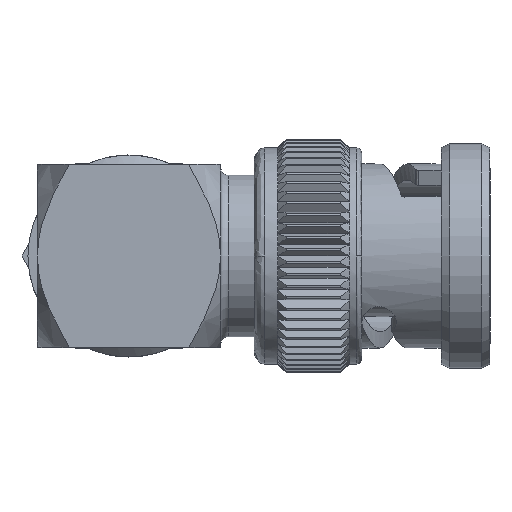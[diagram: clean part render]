
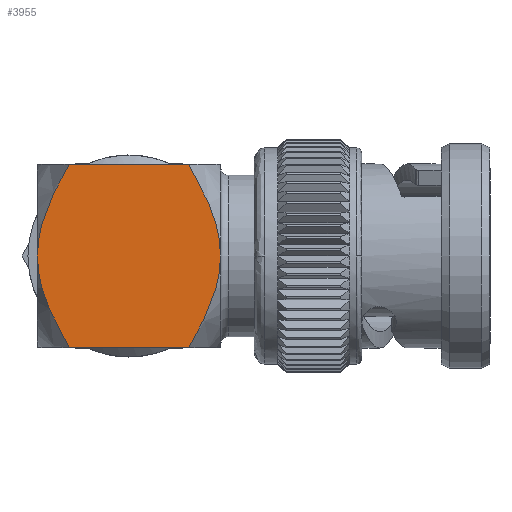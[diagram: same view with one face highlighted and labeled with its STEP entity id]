
A CAD part, left-side view. The second image highlights one B-rep face of the part: STEP entity #3955.
In plain terms, the highlighted face is planar.
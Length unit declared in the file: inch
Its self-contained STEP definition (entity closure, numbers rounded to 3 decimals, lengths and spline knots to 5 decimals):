
#40 = CARTESIAN_POINT ( 'NONE',  ( 1.01187, 0.09789, -0.223 ) ) ;
#52 = B_SPLINE_CURVE_WITH_KNOTS ( 'NONE', 3,
 ( #18368, #14110, #11271, #3657, #16385, #8354, #15161, #1092, #2051, #2237, #13752, #13655 ),
 .UNSPECIFIED., .F., .F.,
 ( 4, 2, 2, 2, 2, 4 ),
 ( 0.00662, 0.00814, 0.00965, 0.01116, 0.01192, 0.01268 ),
 .UNSPECIFIED. ) ;
#133 = CARTESIAN_POINT ( 'NONE',  ( 1.02623, 0.13487, -0.223 ) ) ;
#359 = VERTEX_POINT ( 'NONE', #16645 ) ;
#726 = CARTESIAN_POINT ( 'NONE',  ( 1.36359, 0.223, -0.223 ) ) ;
#1029 = CARTESIAN_POINT ( 'NONE',  ( 1.43035, 0.07896, -0.223 ) ) ;
#1092 = CARTESIAN_POINT ( 'NONE',  ( 1.43668, -0.04966, -0.223 ) ) ;
#1204 = ORIENTED_EDGE ( 'NONE', *, *, #2816, .T. ) ;
#1360 = DIRECTION ( 'NONE',  ( 0., -1., 0. ) ) ;
#1452 = LINE ( 'NONE', #15782, #13713 ) ;
#1640 = CARTESIAN_POINT ( 'NONE',  ( 1.00584, 0.07896, -0.223 ) ) ;
#1928 = VECTOR ( 'NONE', #4581, 39.37008 ) ;
#1989 = ORIENTED_EDGE ( 'NONE', *, *, #11085, .F. ) ;
#2051 = CARTESIAN_POINT ( 'NONE',  ( 1.43834, -0.03968, -0.223 ) ) ;
#2237 = CARTESIAN_POINT ( 'NONE',  ( 1.44054, -0.01983, -0.223 ) ) ;
#2252 = CARTESIAN_POINT ( 'NONE',  ( 1.37373, 0.20591, -0.223 ) ) ;
#2359 = ORIENTED_EDGE ( 'NONE', *, *, #11503, .F. ) ;
#2526 = B_SPLINE_CURVE_WITH_KNOTS ( 'NONE', 3,
 ( #11440, #13236, #17753, #10485, #3131, #10577, #6329, #3492, #3321, #16052, #13505, #14821 ),
 .UNSPECIFIED., .F., .F.,
 ( 4, 2, 2, 2, 2, 4 ),
 ( 0.02062, 0.02137, 0.02213, 0.02364, 0.02515, 0.02665 ),
 .UNSPECIFIED. ) ;
#2584 = FACE_OUTER_BOUND ( 'NONE', #7412, .T. ) ;
#2816 = EDGE_CURVE ( 'NONE', #5040, #15296, #6080, .T. ) ;
#3131 = CARTESIAN_POINT ( 'NONE',  ( 0.99952, -0.04966, -0.223 ) ) ;
#3321 = CARTESIAN_POINT ( 'NONE',  ( 1.03455, -0.15291, -0.223 ) ) ;
#3346 = EDGE_CURVE ( 'NONE', #359, #3582, #1452, .T. ) ;
#3492 = CARTESIAN_POINT ( 'NONE',  ( 1.02621, -0.13484, -0.223 ) ) ;
#3582 = VERTEX_POINT ( 'NONE', #15009 ) ;
#3657 = CARTESIAN_POINT ( 'NONE',  ( 1.40164, -0.15291, -0.223 ) ) ;
#3671 = CARTESIAN_POINT ( 'NONE',  ( 1.42433, 0.09789, -0.223 ) ) ;
#3955 = ADVANCED_FACE ( 'NONE', ( #2584 ), #18441, .F. ) ;
#4296 = CARTESIAN_POINT ( 'NONE',  ( 0.99949, 0.04954, -0.223 ) ) ;
#4581 = DIRECTION ( 'NONE',  ( 1., 0., 0. ) ) ;
#4919 = EDGE_CURVE ( 'NONE', #8271, #15296, #11746, .T. ) ;
#5040 = VERTEX_POINT ( 'NONE', #14233 ) ;
#5370 = CARTESIAN_POINT ( 'NONE',  ( 1.3835, 0.18847, -0.223 ) ) ;
#5511 = DIRECTION ( 'NONE',  ( 0., 0., 1. ) ) ;
#5804 = CARTESIAN_POINT ( 'NONE',  ( 0.99565, 0.01981, -0.223 ) ) ;
#6080 = LINE ( 'NONE', #10241, #1928 ) ;
#6329 = CARTESIAN_POINT ( 'NONE',  ( 1.01186, -0.09786, -0.223 ) ) ;
#6452 = CARTESIAN_POINT ( 'NONE',  ( 0.9951, 0., -0.223 ) ) ;
#6885 = CARTESIAN_POINT ( 'NONE',  ( 1.44054, 0.01981, -0.223 ) ) ;
#7002 = ORIENTED_EDGE ( 'NONE', *, *, #4919, .F. ) ;
#7307 = CARTESIAN_POINT ( 'NONE',  ( 1.05269, 0.18847, -0.223 ) ) ;
#7412 = EDGE_LOOP ( 'NONE', ( #1989, #13101, #2359, #16378, #1204, #7002 ) ) ;
#7801 = VERTEX_POINT ( 'NONE', #6452 ) ;
#8134 = CARTESIAN_POINT ( 'NONE',  ( 1.4411, 0., -0.223 ) ) ;
#8271 = VERTEX_POINT ( 'NONE', #8134 ) ;
#8354 = CARTESIAN_POINT ( 'NONE',  ( 1.42433, -0.09786, -0.223 ) ) ;
#9422 = CARTESIAN_POINT ( 'NONE',  ( 1.40997, 0.13487, -0.223 ) ) ;
#9664 = CARTESIAN_POINT ( 'NONE',  ( 0.9951, 0.223, -0.223 ) ) ;
#10047 = CARTESIAN_POINT ( 'NONE',  ( 0.99785, 0.0396, -0.223 ) ) ;
#10241 = CARTESIAN_POINT ( 'NONE',  ( 0.9951, 0.223, -0.223 ) ) ;
#10485 = CARTESIAN_POINT ( 'NONE',  ( 0.99786, -0.03968, -0.223 ) ) ;
#10577 = CARTESIAN_POINT ( 'NONE',  ( 1.00585, -0.07896, -0.223 ) ) ;
#11085 = EDGE_CURVE ( 'NONE', #3582, #8271, #52, .T. ) ;
#11125 = CARTESIAN_POINT ( 'NONE',  ( 1.36359, 0.223, -0.223 ) ) ;
#11271 = CARTESIAN_POINT ( 'NONE',  ( 1.38348, -0.18852, -0.223 ) ) ;
#11440 = CARTESIAN_POINT ( 'NONE',  ( 0.9951, 0., -0.223 ) ) ;
#11459 = CARTESIAN_POINT ( 'NONE',  ( 1.06246, 0.20591, -0.223 ) ) ;
#11503 = EDGE_CURVE ( 'NONE', #7801, #359, #2526, .T. ) ;
#11548 = CARTESIAN_POINT ( 'NONE',  ( 0.9951, 0.00991, -0.223 ) ) ;
#11642 = CARTESIAN_POINT ( 'NONE',  ( 1.03456, 0.15293, -0.223 ) ) ;
#11746 = B_SPLINE_CURVE_WITH_KNOTS ( 'NONE', 3,
 ( #12440, #13948, #6885, #12636, #18207, #1029, #3671, #9422, #12533, #5370, #2252, #11125 ),
 .UNSPECIFIED., .F., .F.,
 ( 4, 2, 2, 2, 2, 4 ),
 ( 0.01268, 0.01343, 0.01419, 0.0157, 0.01722, 0.01873 ),
 .UNSPECIFIED. ) ;
#12296 = B_SPLINE_CURVE_WITH_KNOTS ( 'NONE', 3,
 ( #14480, #11459, #7307, #11642, #133, #40, #1640, #4296, #10047, #5804, #11548, #17301 ),
 .UNSPECIFIED., .F., .F.,
 ( 4, 2, 2, 2, 2, 4 ),
 ( 0.01459, 0.01609, 0.0176, 0.01911, 0.01987, 0.02062 ),
 .UNSPECIFIED. ) ;
#12440 = CARTESIAN_POINT ( 'NONE',  ( 1.4411, 0., -0.223 ) ) ;
#12533 = CARTESIAN_POINT ( 'NONE',  ( 1.40163, 0.15293, -0.223 ) ) ;
#12636 = CARTESIAN_POINT ( 'NONE',  ( 1.43835, 0.0396, -0.223 ) ) ;
#13101 = ORIENTED_EDGE ( 'NONE', *, *, #3346, .F. ) ;
#13236 = CARTESIAN_POINT ( 'NONE',  ( 0.9951, -0.00991, -0.223 ) ) ;
#13505 = CARTESIAN_POINT ( 'NONE',  ( 1.06246, -0.2059, -0.223 ) ) ;
#13655 = CARTESIAN_POINT ( 'NONE',  ( 1.4411, 0., -0.223 ) ) ;
#13713 = VECTOR ( 'NONE', #16058, 39.37008 ) ;
#13752 = CARTESIAN_POINT ( 'NONE',  ( 1.4411, -0.00991, -0.223 ) ) ;
#13948 = CARTESIAN_POINT ( 'NONE',  ( 1.4411, 0.00991, -0.223 ) ) ;
#14110 = CARTESIAN_POINT ( 'NONE',  ( 1.37374, -0.2059, -0.223 ) ) ;
#14233 = CARTESIAN_POINT ( 'NONE',  ( 1.0726, 0.223, -0.223 ) ) ;
#14480 = CARTESIAN_POINT ( 'NONE',  ( 1.0726, 0.223, -0.223 ) ) ;
#14821 = CARTESIAN_POINT ( 'NONE',  ( 1.0726, -0.223, -0.223 ) ) ;
#15009 = CARTESIAN_POINT ( 'NONE',  ( 1.36359, -0.223, -0.223 ) ) ;
#15161 = CARTESIAN_POINT ( 'NONE',  ( 1.43035, -0.07896, -0.223 ) ) ;
#15296 = VERTEX_POINT ( 'NONE', #726 ) ;
#15782 = CARTESIAN_POINT ( 'NONE',  ( 0.9951, -0.223, -0.223 ) ) ;
#16052 = CARTESIAN_POINT ( 'NONE',  ( 1.05272, -0.18852, -0.223 ) ) ;
#16058 = DIRECTION ( 'NONE',  ( 1., 0., 0. ) ) ;
#16134 = AXIS2_PLACEMENT_3D ( 'NONE', #9664, #5511, #1360 ) ;
#16378 = ORIENTED_EDGE ( 'NONE', *, *, #17082, .F. ) ;
#16385 = CARTESIAN_POINT ( 'NONE',  ( 1.40998, -0.13484, -0.223 ) ) ;
#16645 = CARTESIAN_POINT ( 'NONE',  ( 1.0726, -0.223, -0.223 ) ) ;
#17082 = EDGE_CURVE ( 'NONE', #5040, #7801, #12296, .T. ) ;
#17301 = CARTESIAN_POINT ( 'NONE',  ( 0.9951, 0., -0.223 ) ) ;
#17753 = CARTESIAN_POINT ( 'NONE',  ( 0.99565, -0.01983, -0.223 ) ) ;
#18207 = CARTESIAN_POINT ( 'NONE',  ( 1.4367, 0.04954, -0.223 ) ) ;
#18368 = CARTESIAN_POINT ( 'NONE',  ( 1.36359, -0.223, -0.223 ) ) ;
#18441 = PLANE ( 'NONE',  #16134 ) ;
